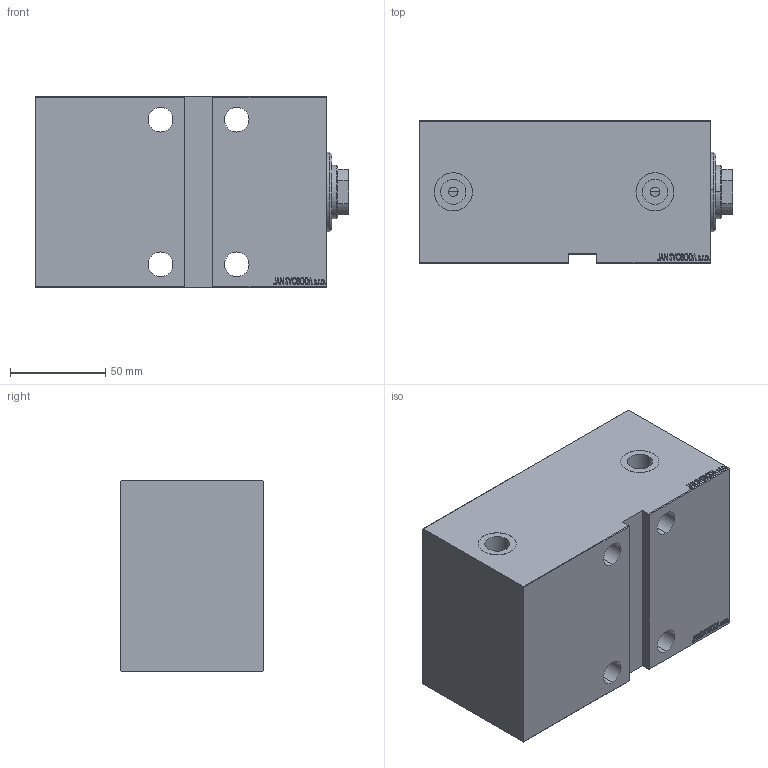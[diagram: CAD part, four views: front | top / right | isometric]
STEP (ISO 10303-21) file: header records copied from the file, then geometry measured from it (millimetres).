
FILE_DESCRIPTION (( 'STEP AP203' ), '1' );
FILE_NAME ('bd28.STEP', '2024-02-11T09:27:40', ( '' ), ( '' ), 'SwSTEP 2.0', 'SolidWorks 2019', '' );
FILE_SCHEMA (( 'CONFIG_CONTROL_DESIGN' ));
Length unit declared in the file: millimetre
Products named in the file (5): bd28; V450CM_G_Body 3a8cc3d6292d59f30c3a5f0f4174dda2; V450CM_VC_G 3a8cc3d6292d59f30c3a5f0f4174dda2; Zatka_OIL_PORT 3a8cc3d6292d59f30c3a5f0f4174dda2; V450CM_G_VCP 3a8cc3d6292d59f30c3a5f0f4174dda2
Assembly tree (5 placements, depth 2):
  bd28
    V450CM_G_Body 3a8cc3d6292d59f30c3a5f0f4174dda2
    V450CM_G_VCP 3a8cc3d6292d59f30c3a5f0f4174dda2
    V450CM_VC_G 3a8cc3d6292d59f30c3a5f0f4174dda2
    Zatka_OIL_PORT 3a8cc3d6292d59f30c3a5f0f4174dda2  x2
Bounding box: 165 x 75 x 100 mm (x, y, z)
Volume: 968381.9 mm3; surface area: 136676.9 mm2
Topology: 5 solids, 5 shells, 894 faces, 2284 edges, 1509 vertices
Faces by surface type: plane 440, bspline 380, cylinder 56, cone 18
Entity records: 43913 total; most frequent: CARTESIAN_POINT 24598, ORIENTED_EDGE 4484, DIRECTION 2598, EDGE_CURVE 2242, VERTEX_POINT 1485, LINE 1348, VECTOR 1348, EDGE_LOOP 999
